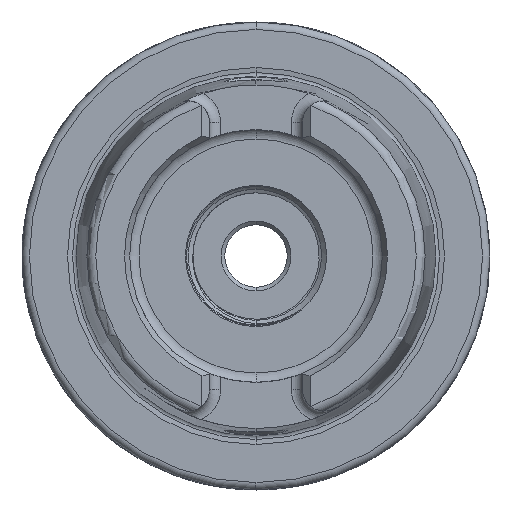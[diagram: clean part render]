
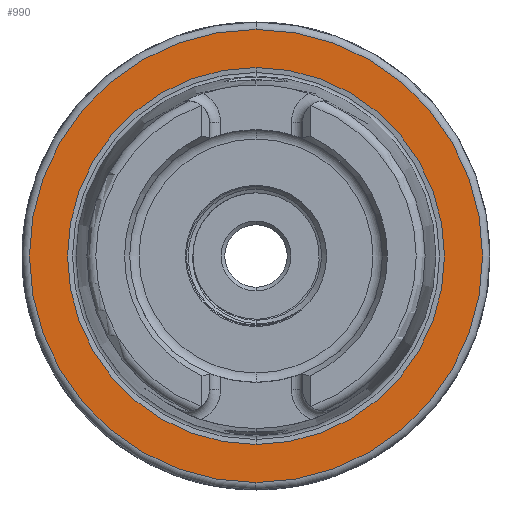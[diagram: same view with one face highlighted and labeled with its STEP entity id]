
A CAD part, left-side view. The second image highlights one B-rep face of the part: STEP entity #990.
In plain terms, the highlighted planar face has unit normal (-1, 0, 0).
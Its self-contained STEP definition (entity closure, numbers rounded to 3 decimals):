
#990 = ADVANCED_FACE ( 'NONE', ( #5483, #5486 ), #8178, .T. ) ;
#2745 = AXIS2_PLACEMENT_3D ( 'NONE', #3940, #3941, #3942 ) ;
#2752 = AXIS2_PLACEMENT_3D ( 'NONE', #3943, #3944, #3945 ) ;
#2957 = ORIENTED_EDGE ( 'NONE', *, *, #15776, .T. ) ;
#2958 = ORIENTED_EDGE ( 'NONE', *, *, #6330, .T. ) ;
#2959 = ORIENTED_EDGE ( 'NONE', *, *, #6331, .T. ) ;
#2960 = ORIENTED_EDGE ( 'NONE', *, *, #15791, .T. ) ;
#3821 = AXIS2_PLACEMENT_3D ( 'NONE', #8548, #8549, #8550 ) ;
#3940 = CARTESIAN_POINT ( 'NONE',  ( 0., 0., 0. ) ) ;
#3941 = DIRECTION ( 'NONE',  ( -1., 0., 0. ) ) ;
#3942 = DIRECTION ( 'NONE',  ( 0., 0., 1. ) ) ;
#3943 = CARTESIAN_POINT ( 'NONE',  ( 0., 0., 0. ) ) ;
#3944 = DIRECTION ( 'NONE',  ( 1., 0., 0. ) ) ;
#3945 = DIRECTION ( 'NONE',  ( 0., 0., -1. ) ) ;
#5483 = FACE_OUTER_BOUND ( 'NONE', #11577, .T. ) ;
#5486 = FACE_BOUND ( 'NONE', #11579, .T. ) ;
#5488 = AXIS2_PLACEMENT_3D ( 'NONE', #8179, #8180, #8181 ) ;
#6330 = EDGE_CURVE ( 'NONE', #8764, #8765, #20441, .T. ) ;
#6331 = EDGE_CURVE ( 'NONE', #8776, #8777, #20449, .T. ) ;
#8040 = AXIS2_PLACEMENT_3D ( 'NONE', #9971, #9972, #9973 ) ;
#8178 = PLANE ( 'NONE',  #5488 ) ;
#8179 = CARTESIAN_POINT ( 'NONE',  ( 0., 25.369, 0. ) ) ;
#8180 = DIRECTION ( 'NONE',  ( -1., 0., 0. ) ) ;
#8181 = DIRECTION ( 'NONE',  ( 0., 0., 1. ) ) ;
#8548 = CARTESIAN_POINT ( 'NONE',  ( 0., 0., 0. ) ) ;
#8549 = DIRECTION ( 'NONE',  ( 1., 0., 0. ) ) ;
#8550 = DIRECTION ( 'NONE',  ( 0., 0., -1. ) ) ;
#8764 = VERTEX_POINT ( 'NONE', #13099 ) ;
#8765 = VERTEX_POINT ( 'NONE', #13100 ) ;
#8776 = VERTEX_POINT ( 'NONE', #13111 ) ;
#8777 = VERTEX_POINT ( 'NONE', #13112 ) ;
#9971 = CARTESIAN_POINT ( 'NONE',  ( 0., 0., 0. ) ) ;
#9972 = DIRECTION ( 'NONE',  ( -1., 0., 0. ) ) ;
#9973 = DIRECTION ( 'NONE',  ( 0., 0., 1. ) ) ;
#11577 = EDGE_LOOP ( 'NONE', ( #2957, #2958 ) ) ;
#11579 = EDGE_LOOP ( 'NONE', ( #2960, #2959 ) ) ;
#13099 = CARTESIAN_POINT ( 'NONE',  ( 0., 0., -30.5 ) ) ;
#13100 = CARTESIAN_POINT ( 'NONE',  ( 0., 0., 30.5 ) ) ;
#13111 = CARTESIAN_POINT ( 'NONE',  ( 0., 0., -25.369 ) ) ;
#13112 = CARTESIAN_POINT ( 'NONE',  ( 0., 0., 25.369 ) ) ;
#15776 = EDGE_CURVE ( 'NONE', #8765, #8764, #20522, .T. ) ;
#15791 = EDGE_CURVE ( 'NONE', #8777, #8776, #20526, .T. ) ;
#20441 = CIRCLE ( 'NONE', #2745, 30.5 ) ;
#20449 = CIRCLE ( 'NONE', #2752, 25.369 ) ;
#20522 = CIRCLE ( 'NONE', #8040, 30.5 ) ;
#20526 = CIRCLE ( 'NONE', #3821, 25.369 ) ;
